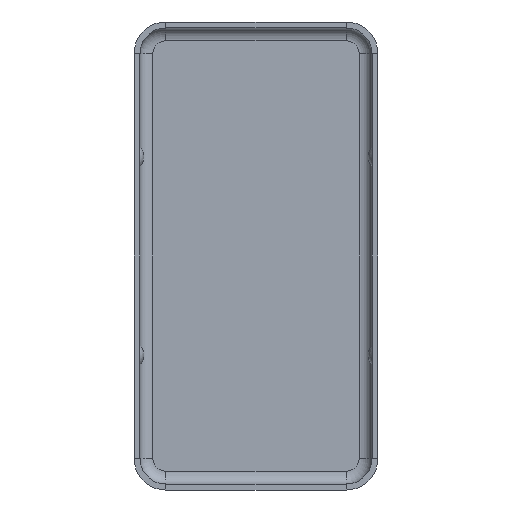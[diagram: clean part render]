
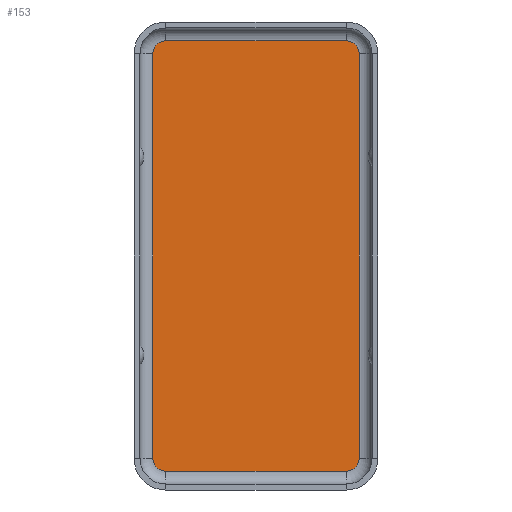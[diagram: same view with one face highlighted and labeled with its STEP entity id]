
A CAD part, front view. The second image highlights one B-rep face of the part: STEP entity #153.
In plain terms, the highlighted planar face has unit normal (0, -1, 0).
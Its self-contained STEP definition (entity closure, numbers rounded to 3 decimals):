
#44 = EDGE_CURVE ( 'NONE', #815, #869, #49, .T. ) ;
#49 = CIRCLE ( 'NONE', #1491, 0.65 ) ;
#104 = DIRECTION ( 'NONE',  ( 0., 0., -1. ) ) ;
#139 = DIRECTION ( 'NONE',  ( -1., 0., 0. ) ) ;
#153 = ADVANCED_FACE ( 'NONE', ( #1050 ), #654, .T. ) ;
#157 = ORIENTED_EDGE ( 'NONE', *, *, #484, .T. ) ;
#161 = CARTESIAN_POINT ( 'NONE',  ( 5.2, 0., -10.2 ) ) ;
#164 = CARTESIAN_POINT ( 'NONE',  ( -5.2, 0., 0. ) ) ;
#171 = CARTESIAN_POINT ( 'NONE',  ( -5.2, 0., -10.2 ) ) ;
#190 = CARTESIAN_POINT ( 'NONE',  ( 5.2, 0., 10.2 ) ) ;
#202 = CARTESIAN_POINT ( 'NONE',  ( 4.55, 0., -10.85 ) ) ;
#204 = CARTESIAN_POINT ( 'NONE',  ( -4.55, 0., -10.2 ) ) ;
#233 = VERTEX_POINT ( 'NONE', #161 ) ;
#249 = CARTESIAN_POINT ( 'NONE',  ( 4.55, 0., 10.85 ) ) ;
#288 = VERTEX_POINT ( 'NONE', #190 ) ;
#306 = ORIENTED_EDGE ( 'NONE', *, *, #824, .T. ) ;
#373 = DIRECTION ( 'NONE',  ( 0., 0., -1. ) ) ;
#399 = CARTESIAN_POINT ( 'NONE',  ( -4.55, 0., -10.85 ) ) ;
#405 = DIRECTION ( 'NONE',  ( 0., 0., -1. ) ) ;
#408 = AXIS2_PLACEMENT_3D ( 'NONE', #1341, #961, #827 ) ;
#412 = EDGE_CURVE ( 'NONE', #1317, #869, #769, .T. ) ;
#417 = DIRECTION ( 'NONE',  ( 0., 0., -1. ) ) ;
#444 = CARTESIAN_POINT ( 'NONE',  ( 4.55, 0., -10.85 ) ) ;
#465 = DIRECTION ( 'NONE',  ( 0., -1., 0. ) ) ;
#484 = EDGE_CURVE ( 'NONE', #856, #1452, #1608, .T. ) ;
#502 = EDGE_CURVE ( 'NONE', #288, #1317, #567, .T. ) ;
#517 = ORIENTED_EDGE ( 'NONE', *, *, #412, .T. ) ;
#549 = ORIENTED_EDGE ( 'NONE', *, *, #575, .F. ) ;
#567 = CIRCLE ( 'NONE', #994, 0.65 ) ;
#575 = EDGE_CURVE ( 'NONE', #288, #233, #633, .T. ) ;
#588 = LINE ( 'NONE', #444, #1331 ) ;
#604 = LINE ( 'NONE', #164, #871 ) ;
#622 = CARTESIAN_POINT ( 'NONE',  ( 4.55, 0., 10.85 ) ) ;
#633 = LINE ( 'NONE', #978, #950 ) ;
#654 = PLANE ( 'NONE',  #1043 ) ;
#735 = ORIENTED_EDGE ( 'NONE', *, *, #1233, .F. ) ;
#769 = LINE ( 'NONE', #249, #1246 ) ;
#815 = VERTEX_POINT ( 'NONE', #1020 ) ;
#824 = EDGE_CURVE ( 'NONE', #815, #856, #604, .T. ) ;
#827 = DIRECTION ( 'NONE',  ( 0., 0., 1. ) ) ;
#835 = DIRECTION ( 'NONE',  ( 0., 0., 1. ) ) ;
#856 = VERTEX_POINT ( 'NONE', #171 ) ;
#869 = VERTEX_POINT ( 'NONE', #1168 ) ;
#871 = VECTOR ( 'NONE', #405, 1000. ) ;
#917 = VERTEX_POINT ( 'NONE', #202 ) ;
#919 = CARTESIAN_POINT ( 'NONE',  ( 4.55, 0., -10.2 ) ) ;
#925 = DIRECTION ( 'NONE',  ( -1., 0., 0. ) ) ;
#950 = VECTOR ( 'NONE', #104, 1000. ) ;
#961 = DIRECTION ( 'NONE',  ( 0., 1., 0. ) ) ;
#978 = CARTESIAN_POINT ( 'NONE',  ( 5.2, 0., 0. ) ) ;
#987 = ORIENTED_EDGE ( 'NONE', *, *, #44, .F. ) ;
#994 = AXIS2_PLACEMENT_3D ( 'NONE', #1203, #465, #1071 ) ;
#1012 = CIRCLE ( 'NONE', #408, 0.65 ) ;
#1020 = CARTESIAN_POINT ( 'NONE',  ( -5.2, 0., 10.2 ) ) ;
#1043 = AXIS2_PLACEMENT_3D ( 'NONE', #919, #1167, #417 ) ;
#1050 = FACE_OUTER_BOUND ( 'NONE', #1576, .T. ) ;
#1071 = DIRECTION ( 'NONE',  ( 0., 0., -1. ) ) ;
#1095 = DIRECTION ( 'NONE',  ( 0., -1., 0. ) ) ;
#1124 = DIRECTION ( 'NONE',  ( 0., 1., 0. ) ) ;
#1129 = EDGE_CURVE ( 'NONE', #917, #1452, #588, .T. ) ;
#1167 = DIRECTION ( 'NONE',  ( 0., -1., 0. ) ) ;
#1168 = CARTESIAN_POINT ( 'NONE',  ( -4.55, 0., 10.85 ) ) ;
#1203 = CARTESIAN_POINT ( 'NONE',  ( 4.55, 0., 10.2 ) ) ;
#1233 = EDGE_CURVE ( 'NONE', #233, #917, #1012, .T. ) ;
#1246 = VECTOR ( 'NONE', #139, 1000. ) ;
#1317 = VERTEX_POINT ( 'NONE', #622 ) ;
#1331 = VECTOR ( 'NONE', #925, 1000. ) ;
#1341 = CARTESIAN_POINT ( 'NONE',  ( 4.55, 0., -10.2 ) ) ;
#1367 = AXIS2_PLACEMENT_3D ( 'NONE', #204, #1095, #835 ) ;
#1377 = CARTESIAN_POINT ( 'NONE',  ( -4.55, 0., 10.2 ) ) ;
#1452 = VERTEX_POINT ( 'NONE', #399 ) ;
#1463 = ORIENTED_EDGE ( 'NONE', *, *, #502, .T. ) ;
#1466 = ORIENTED_EDGE ( 'NONE', *, *, #1129, .F. ) ;
#1491 = AXIS2_PLACEMENT_3D ( 'NONE', #1377, #1124, #373 ) ;
#1576 = EDGE_LOOP ( 'NONE', ( #1466, #735, #549, #1463, #517, #987, #306, #157 ) ) ;
#1608 = CIRCLE ( 'NONE', #1367, 0.65 ) ;
